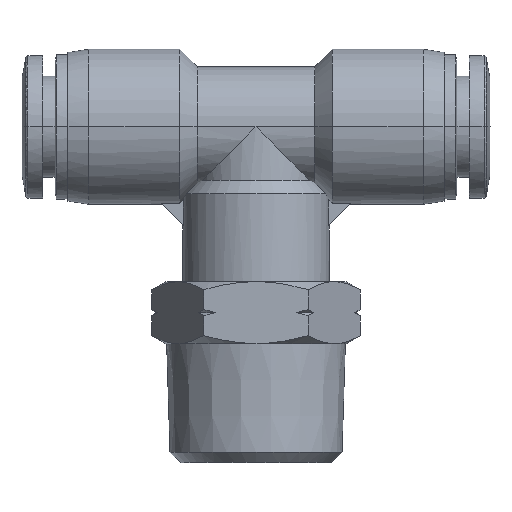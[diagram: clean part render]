
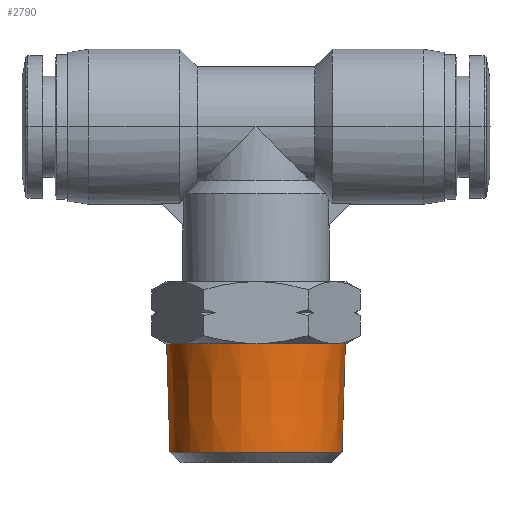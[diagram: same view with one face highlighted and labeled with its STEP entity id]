
A CAD part, top view. The second image highlights one B-rep face of the part: STEP entity #2790.
In plain terms, the highlighted conical face has half-angle 1.79 degrees and reference radius 8.65 mm.
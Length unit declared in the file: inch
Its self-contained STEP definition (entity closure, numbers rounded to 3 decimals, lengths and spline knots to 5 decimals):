
#194 = EDGE_CURVE ( 'NONE', #5342, #1309, #2786, .T. ) ;
#203 = CARTESIAN_POINT ( 'NONE',  ( -0.32763, -0.64963, 0. ) ) ;
#437 = DIRECTION ( 'NONE',  ( 0.031, 1., 0. ) ) ;
#629 = CARTESIAN_POINT ( 'NONE',  ( 0.34055, -0.23622, 0. ) ) ;
#827 = CARTESIAN_POINT ( 'NONE',  ( -0.34055, -0.23622, 0. ) ) ;
#837 = DIRECTION ( 'NONE',  ( 0., 1., 0. ) ) ;
#853 = CARTESIAN_POINT ( 'NONE',  ( -0.34055, -0.23622, 0.04458 ) ) ;
#870 = CARTESIAN_POINT ( 'NONE',  ( -0.33169, -0.23622, 0.08914 ) ) ;
#889 = CARTESIAN_POINT ( 'NONE',  ( -0.29757, -0.23622, 0.17151 ) ) ;
#923 = CARTESIAN_POINT ( 'NONE',  ( -0.27233, -0.23622, 0.20928 ) ) ;
#946 = CARTESIAN_POINT ( 'NONE',  ( -0.20928, -0.23622, 0.27233 ) ) ;
#967 = CARTESIAN_POINT ( 'NONE',  ( 0.04458, -0.23622, 0.34055 ) ) ;
#983 = CARTESIAN_POINT ( 'NONE',  ( 0.08914, -0.23622, 0.33169 ) ) ;
#1009 = CARTESIAN_POINT ( 'NONE',  ( 0.17151, -0.23622, 0.29757 ) ) ;
#1017 = CARTESIAN_POINT ( 'NONE',  ( 0.20928, -0.23622, 0.27233 ) ) ;
#1027 = CARTESIAN_POINT ( 'NONE',  ( 0.27233, -0.23622, 0.20928 ) ) ;
#1033 = CARTESIAN_POINT ( 'NONE',  ( 0.29757, -0.23622, 0.17151 ) ) ;
#1050 = CARTESIAN_POINT ( 'NONE',  ( 0.34055, -0.23622, 0. ) ) ;
#1196 = CARTESIAN_POINT ( 'NONE',  ( 0.34055, -0.23622, 0.04458 ) ) ;
#1256 = CARTESIAN_POINT ( 'NONE',  ( 0.33169, -0.23622, 0.08914 ) ) ;
#1309 = VERTEX_POINT ( 'NONE', #3666 ) ;
#1357 = VECTOR ( 'NONE', #437, 39.37008 ) ;
#1448 = CARTESIAN_POINT ( 'NONE',  ( 0.32763, -0.64963, 0. ) ) ;
#1893 = VERTEX_POINT ( 'NONE', #1448 ) ;
#2560 = CARTESIAN_POINT ( 'NONE',  ( 0., -0.64963, 0. ) ) ;
#2751 = CARTESIAN_POINT ( 'NONE',  ( 0., -0.23622, 0. ) ) ;
#2780 = ORIENTED_EDGE ( 'NONE', *, *, #3543, .T. ) ;
#2786 = B_SPLINE_CURVE_WITH_KNOTS ( 'NONE', 3,
 ( #1050, #1196, #1256, #1033, #1027, #1017, #1009, #983, #967, #3173, #3115, #3098, #946, #923, #889, #870, #853, #827 ),
 .UNSPECIFIED., .F., .F.,
 ( 4, 2, 2, 2, 2, 2, 2, 2, 4 ),
 ( 0.5, 0.5625, 0.625, 0.6875, 0.75, 0.8125, 0.875, 0.9375, 1. ),
 .UNSPECIFIED. ) ;
#2790 = ADVANCED_FACE ( 'NONE', ( #2841 ), #3769, .T. ) ;
#2823 = DIRECTION ( 'NONE',  ( -0.031, 1., 0. ) ) ;
#2841 = FACE_OUTER_BOUND ( 'NONE', #3568, .T. ) ;
#3032 = DIRECTION ( 'NONE',  ( -1., 0., 0. ) ) ;
#3098 = CARTESIAN_POINT ( 'NONE',  ( -0.17151, -0.23622, 0.29757 ) ) ;
#3114 = VECTOR ( 'NONE', #2823, 39.37008 ) ;
#3115 = CARTESIAN_POINT ( 'NONE',  ( -0.08914, -0.23622, 0.33169 ) ) ;
#3173 = CARTESIAN_POINT ( 'NONE',  ( -0.04458, -0.23622, 0.34055 ) ) ;
#3204 = ORIENTED_EDGE ( 'NONE', *, *, #4037, .F. ) ;
#3258 = LINE ( 'NONE', #5895, #3114 ) ;
#3281 = CARTESIAN_POINT ( 'NONE',  ( 0.34055, -0.23622, 0. ) ) ;
#3501 = AXIS2_PLACEMENT_3D ( 'NONE', #2560, #5665, #3032 ) ;
#3543 = EDGE_CURVE ( 'NONE', #1893, #5342, #4880, .T. ) ;
#3568 = EDGE_LOOP ( 'NONE', ( #3204, #2780, #4768, #5135 ) ) ;
#3666 = CARTESIAN_POINT ( 'NONE',  ( -0.34055, -0.23622, 0. ) ) ;
#3769 = CONICAL_SURFACE ( 'NONE', #4029, 0.34055, 0.031 ) ;
#4029 = AXIS2_PLACEMENT_3D ( 'NONE', #2751, #837, #4577 ) ;
#4037 = EDGE_CURVE ( 'NONE', #1893, #4276, #5083, .T. ) ;
#4276 = VERTEX_POINT ( 'NONE', #203 ) ;
#4577 = DIRECTION ( 'NONE',  ( -1., 0., 0. ) ) ;
#4768 = ORIENTED_EDGE ( 'NONE', *, *, #194, .T. ) ;
#4787 = EDGE_CURVE ( 'NONE', #4276, #1309, #3258, .T. ) ;
#4880 = LINE ( 'NONE', #3281, #1357 ) ;
#5083 = CIRCLE ( 'NONE', #3501, 0.32763 ) ;
#5135 = ORIENTED_EDGE ( 'NONE', *, *, #4787, .F. ) ;
#5342 = VERTEX_POINT ( 'NONE', #629 ) ;
#5665 = DIRECTION ( 'NONE',  ( 0., -1., 0. ) ) ;
#5895 = CARTESIAN_POINT ( 'NONE',  ( -0.34055, -0.23622, 0. ) ) ;
